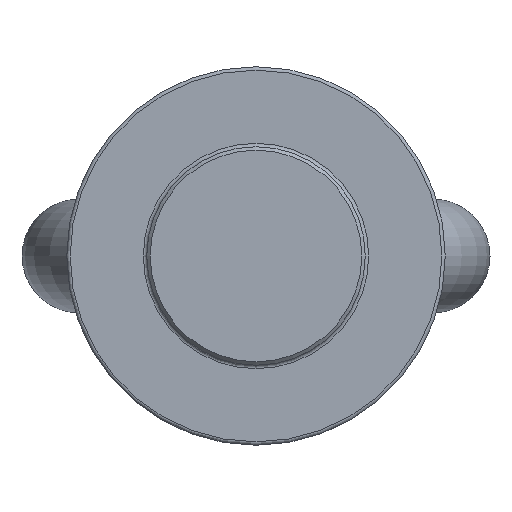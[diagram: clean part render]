
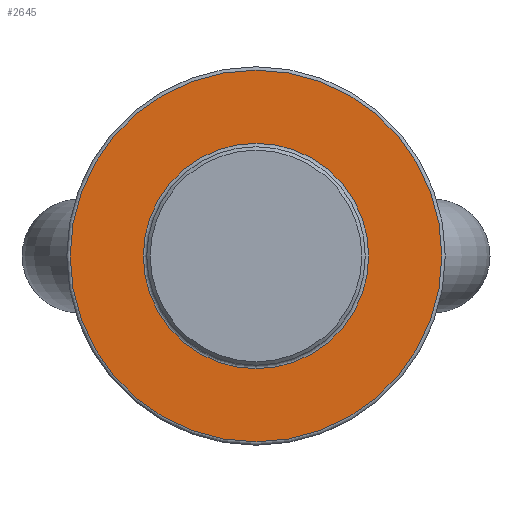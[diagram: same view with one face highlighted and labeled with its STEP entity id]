
A CAD part, front view. The second image highlights one B-rep face of the part: STEP entity #2645.
In plain terms, the highlighted planar face has unit normal (0, -1, 0).
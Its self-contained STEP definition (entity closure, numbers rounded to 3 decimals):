
#2645=ADVANCED_FACE('',(#2993,#2994),#2888,.T.);
#2888=PLANE('',#5606);
#2993=FACE_BOUND('',#3065,.T.);
#2994=FACE_BOUND('',#3066,.T.);
#3065=EDGE_LOOP('',(#3351));
#3066=EDGE_LOOP('',(#3352));
#3351=ORIENTED_EDGE('',*,*,#4941,.T.);
#3352=ORIENTED_EDGE('',*,*,#4942,.T.);
#4543=VERTEX_POINT('',#6571);
#4544=VERTEX_POINT('',#6573);
#4941=EDGE_CURVE('',#4543,#4543,#5537,.T.);
#4942=EDGE_CURVE('',#4544,#4544,#5538,.T.);
#5537=CIRCLE('',#5604,32.75);
#5538=CIRCLE('',#5605,54.);
#5604=AXIS2_PLACEMENT_3D('',#6570,#5811,#5812);
#5605=AXIS2_PLACEMENT_3D('',#6572,#5813,#5814);
#5606=AXIS2_PLACEMENT_3D('',#6574,#5815,#5816);
#5811=DIRECTION('',(0.,1.,0.));
#5812=DIRECTION('',(1.,0.,0.));
#5813=DIRECTION('',(0.,-1.,0.));
#5814=DIRECTION('',(1.,0.,0.));
#5815=DIRECTION('',(0.,-1.,0.));
#5816=DIRECTION('',(1.,0.,0.));
#6570=CARTESIAN_POINT('',(0.,0.,0.));
#6571=CARTESIAN_POINT('',(32.75,0.,0.));
#6572=CARTESIAN_POINT('',(0.,0.,0.));
#6573=CARTESIAN_POINT('',(54.,0.,0.));
#6574=CARTESIAN_POINT('',(0.,0.,0.));
